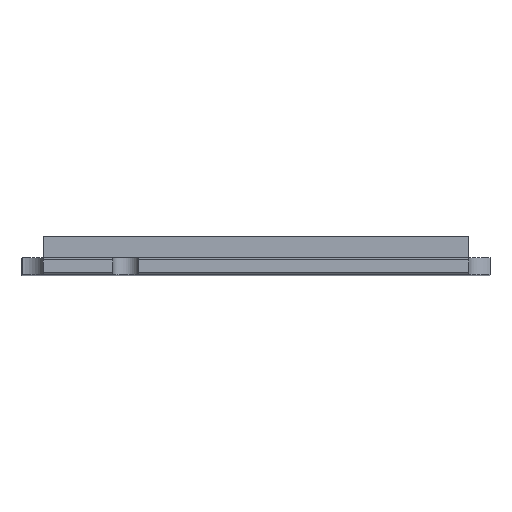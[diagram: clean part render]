
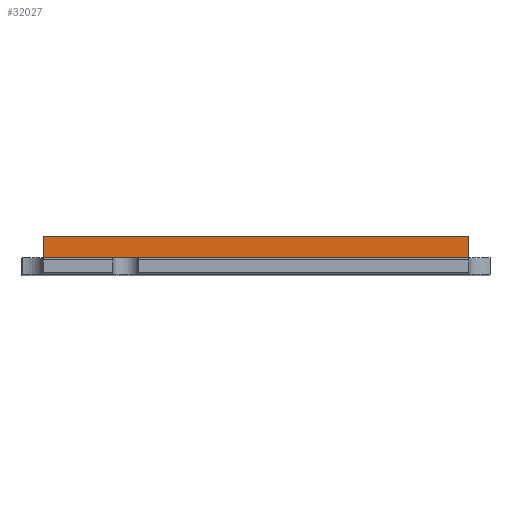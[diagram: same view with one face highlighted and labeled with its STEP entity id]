
A CAD part, top view. The second image highlights one B-rep face of the part: STEP entity #32027.
In plain terms, the highlighted face is planar.
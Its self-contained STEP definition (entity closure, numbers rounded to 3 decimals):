
#3524=FACE_OUTER_BOUND('',#5290,.T.);
#5290=EDGE_LOOP('',(#25400,#25401,#25402,#25403));
#8514=LINE('',#51147,#11744);
#8515=LINE('',#51150,#11745);
#8516=LINE('',#51152,#11746);
#8517=LINE('',#51153,#11747);
#11744=VECTOR('',#40667,10.);
#11745=VECTOR('',#40670,10.);
#11746=VECTOR('',#40671,10.);
#11747=VECTOR('',#40672,10.);
#14185=VERTEX_POINT('',#51141);
#14187=VERTEX_POINT('',#51145);
#14188=VERTEX_POINT('',#51149);
#14189=VERTEX_POINT('',#51151);
#18184=EDGE_CURVE('',#14185,#14187,#8514,.T.);
#18185=EDGE_CURVE('',#14185,#14188,#8515,.T.);
#18186=EDGE_CURVE('',#14189,#14187,#8516,.T.);
#18187=EDGE_CURVE('',#14188,#14189,#8517,.T.);
#25400=ORIENTED_EDGE('',*,*,#18185,.F.);
#25401=ORIENTED_EDGE('',*,*,#18184,.T.);
#25402=ORIENTED_EDGE('',*,*,#18186,.F.);
#25403=ORIENTED_EDGE('',*,*,#18187,.F.);
#31031=PLANE('',#33935);
#32027=ADVANCED_FACE('',(#3524),#31031,.T.);
#33935=AXIS2_PLACEMENT_3D('',#51148,#40668,#40669);
#40667=DIRECTION('',(0.,0.,-1.));
#40668=DIRECTION('center_axis',(0.,-1.,0.));
#40669=DIRECTION('ref_axis',(-1.,0.,0.));
#40670=DIRECTION('',(1.,0.,0.));
#40671=DIRECTION('',(-1.,0.,0.));
#40672=DIRECTION('',(0.,0.,-1.));
#51141=CARTESIAN_POINT('',(-15.366,-15.037,-24.989));
#51145=CARTESIAN_POINT('',(-15.366,-15.037,-25.989));
#51147=CARTESIAN_POINT('',(-15.366,-15.037,-24.989));
#51148=CARTESIAN_POINT('Origin',(4.638,-15.037,-24.989));
#51149=CARTESIAN_POINT('',(4.638,-15.037,-24.989));
#51150=CARTESIAN_POINT('',(-15.366,-15.037,-24.989));
#51151=CARTESIAN_POINT('',(4.638,-15.037,-25.989));
#51152=CARTESIAN_POINT('',(-15.366,-15.037,-25.989));
#51153=CARTESIAN_POINT('',(4.638,-15.037,-24.989));
